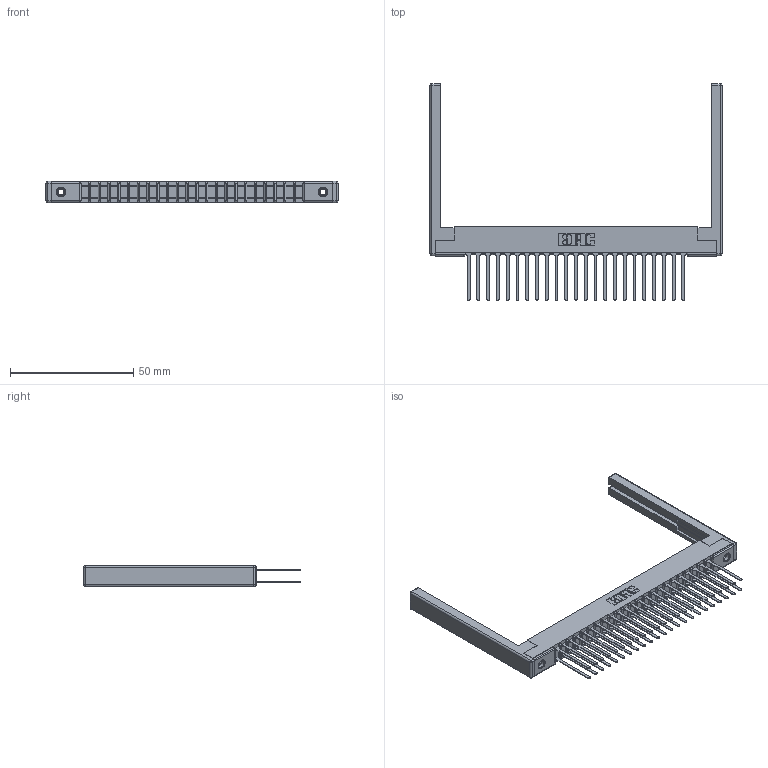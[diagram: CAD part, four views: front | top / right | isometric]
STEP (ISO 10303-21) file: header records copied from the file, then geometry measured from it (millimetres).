
FILE_DESCRIPTION (( 'STEP AP203' ), '1' );
FILE_NAME ('357-046-540-268.STEP', '2019-09-18T08:35:51', ( '' ), ( '' ), 'SwSTEP 2.0', 'SolidWorks 2016', '' );
FILE_SCHEMA (( 'CONFIG_CONTROL_DESIGN' ));
Length unit declared in the file: inch
Products named in the file (5): 307-290-001_540; 345-250-001_345-250-001-102; 357-046-540-268; 307 Part_.156 Dia Mounting Holes; 307-220-068
Assembly tree (51 placements, depth 2):
  357-046-540-268
    307 Part_.156 Dia Mounting Holes
    307-290-001_540  x46
    307-220-068  x2
    345-250-001_345-250-001-102  x2
Bounding box: 118.57 x 87.96 x 8.71 mm (x, y, z)
Volume: 12573.8 mm3; surface area: 19713.3 mm2
Topology: 51 solids, 51 shells, 2412 faces, 6693 edges, 4314 vertices
Faces by surface type: plane 1584, cylinder 756, sphere 56, cone 12, torus 4
Entity records: 25523 total; most frequent: CARTESIAN_POINT 4156, ORIENTED_EDGE 4108, DIRECTION 4094, EDGE_CURVE 2054, LINE 1566, VECTOR 1566, VERTEX_POINT 1326, AXIS2_PLACEMENT_3D 1264
